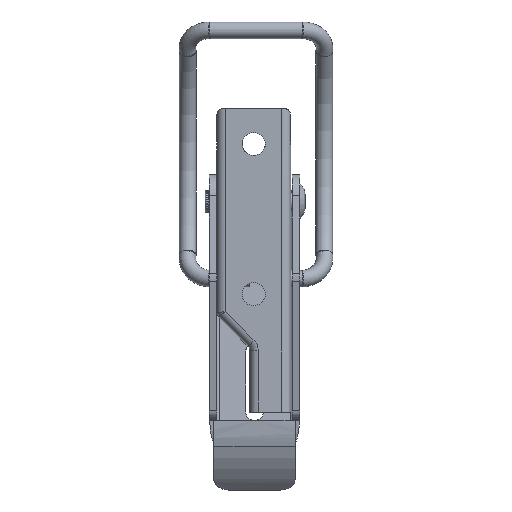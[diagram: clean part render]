
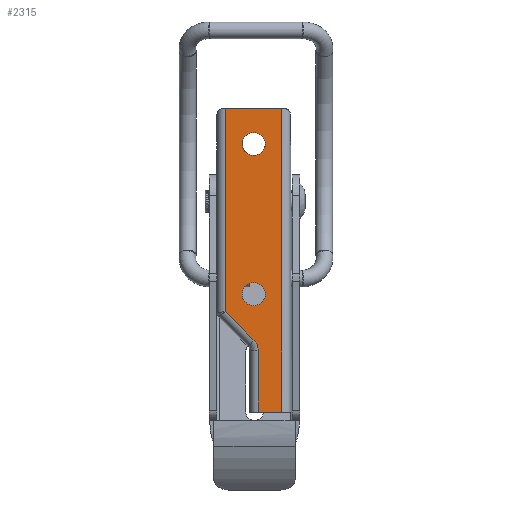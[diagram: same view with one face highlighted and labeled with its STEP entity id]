
A CAD part, front view. The second image highlights one B-rep face of the part: STEP entity #2315.
In plain terms, the highlighted planar face has unit normal (0, -1, 0).
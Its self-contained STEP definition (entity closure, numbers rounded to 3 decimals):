
#48=FACE_BOUND('',#704,.T.);
#49=FACE_BOUND('',#705,.T.);
#92=PLANE('',#2584);
#156=LINE('',#3711,#311);
#159=LINE('',#3723,#314);
#160=LINE('',#3726,#315);
#161=LINE('',#3728,#316);
#162=LINE('',#3730,#317);
#163=LINE('',#3731,#318);
#311=VECTOR('',#2884,13.762);
#314=VECTOR('',#2899,8.969);
#315=VECTOR('',#2902,5.283);
#316=VECTOR('',#2903,67.469);
#317=VECTOR('',#2904,12.548);
#318=VECTOR('',#2905,45.138);
#558=FACE_OUTER_BOUND('',#703,.T.);
#703=EDGE_LOOP('',(#1645,#1646,#1647,#1648,#1649,#1650,#1651));
#704=EDGE_LOOP('',(#1652));
#705=EDGE_LOOP('',(#1653));
#893=CIRCLE('',#2582,3.15);
#894=CIRCLE('',#2585,2.553);
#895=CIRCLE('',#2586,2.553);
#1060=VERTEX_POINT('',#3662);
#1065=VERTEX_POINT('',#3708);
#1066=VERTEX_POINT('',#3710);
#1068=VERTEX_POINT('',#3716);
#1070=VERTEX_POINT('',#3725);
#1071=VERTEX_POINT('',#3727);
#1072=VERTEX_POINT('',#3729);
#1073=VERTEX_POINT('',#3732);
#1074=VERTEX_POINT('',#3734);
#1293=EDGE_CURVE('',#1065,#1066,#156,.T.);
#1298=EDGE_CURVE('',#1066,#1068,#893,.T.);
#1300=EDGE_CURVE('',#1068,#1060,#159,.T.);
#1301=EDGE_CURVE('',#1065,#1070,#160,.T.);
#1302=EDGE_CURVE('',#1071,#1070,#161,.T.);
#1303=EDGE_CURVE('',#1072,#1071,#162,.T.);
#1304=EDGE_CURVE('',#1060,#1072,#163,.T.);
#1305=EDGE_CURVE('',#1073,#1073,#894,.T.);
#1306=EDGE_CURVE('',#1074,#1074,#895,.T.);
#1645=ORIENTED_EDGE('',*,*,#1300,.F.);
#1646=ORIENTED_EDGE('',*,*,#1298,.F.);
#1647=ORIENTED_EDGE('',*,*,#1293,.F.);
#1648=ORIENTED_EDGE('',*,*,#1301,.T.);
#1649=ORIENTED_EDGE('',*,*,#1302,.F.);
#1650=ORIENTED_EDGE('',*,*,#1303,.F.);
#1651=ORIENTED_EDGE('',*,*,#1304,.F.);
#1652=ORIENTED_EDGE('',*,*,#1305,.F.);
#1653=ORIENTED_EDGE('',*,*,#1306,.F.);
#2315=ADVANCED_FACE('',(#558,#48,#49),#92,.T.);
#2582=AXIS2_PLACEMENT_3D('',#3720,#2894,#2895);
#2584=AXIS2_PLACEMENT_3D('',#3724,#2900,#2901);
#2585=AXIS2_PLACEMENT_3D('',#3733,#2906,#2907);
#2586=AXIS2_PLACEMENT_3D('',#3735,#2908,#2909);
#2884=DIRECTION('',(0.,0.,1.));
#2894=DIRECTION('center_axis',(0.,-1.,0.));
#2895=DIRECTION('ref_axis',(0.924,0.,0.383));
#2899=DIRECTION('',(-0.707,0.,0.707));
#2900=DIRECTION('center_axis',(0.,-1.,0.));
#2901=DIRECTION('ref_axis',(0.,0.,-1.));
#2902=DIRECTION('',(1.,0.,0.));
#2903=DIRECTION('',(0.,0.,-1.));
#2904=DIRECTION('',(1.,0.,0.));
#2905=DIRECTION('',(0.,0.,1.));
#2906=DIRECTION('center_axis',(0.,-1.,0.));
#2907=DIRECTION('ref_axis',(-1.,0.,0.));
#2908=DIRECTION('center_axis',(0.,-1.,0.));
#2909=DIRECTION('ref_axis',(-1.,0.,0.));
#3662=CARTESIAN_POINT('',(1.93,0.,-45.138));
#3708=CARTESIAN_POINT('',(9.195,0.,-67.469));
#3710=CARTESIAN_POINT('',(9.195,0.,-53.707));
#3711=CARTESIAN_POINT('',(9.195,0.,-33.734));
#3716=CARTESIAN_POINT('',(8.272,0.,-51.48));
#3720=CARTESIAN_POINT('Origin',(6.045,0.,-53.707));
#3723=CARTESIAN_POINT('',(-6.666,0.,-36.542));
#3724=CARTESIAN_POINT('Origin',(0.,0.,0.));
#3725=CARTESIAN_POINT('',(14.478,0.,-67.469));
#3726=CARTESIAN_POINT('',(0.,0.,-67.469));
#3727=CARTESIAN_POINT('',(14.478,0.,0.));
#3728=CARTESIAN_POINT('',(14.478,0.,-16.773));
#3729=CARTESIAN_POINT('',(1.93,0.,0.));
#3730=CARTESIAN_POINT('',(0.,0.,0.));
#3731=CARTESIAN_POINT('',(1.93,0.,-16.773));
#3732=CARTESIAN_POINT('',(10.757,0.,-41.262));
#3733=CARTESIAN_POINT('Origin',(8.204,0.,-41.262));
#3734=CARTESIAN_POINT('',(10.757,0.,-7.938));
#3735=CARTESIAN_POINT('Origin',(8.204,0.,-7.938));
